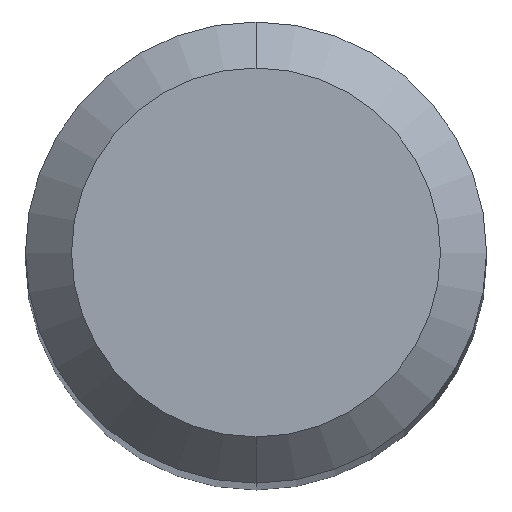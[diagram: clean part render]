
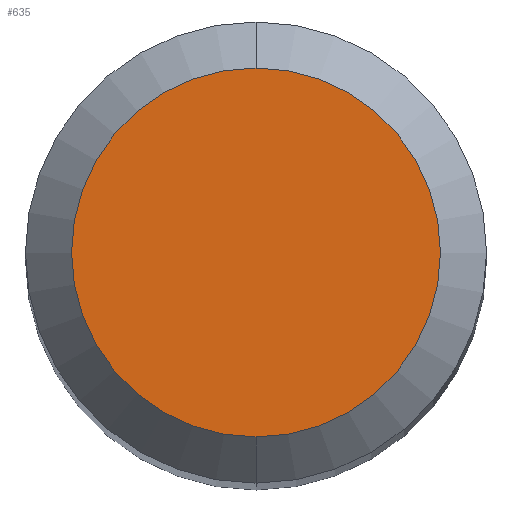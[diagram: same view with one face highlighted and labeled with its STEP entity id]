
A CAD part, top view. The second image highlights one B-rep face of the part: STEP entity #635.
In plain terms, the highlighted planar face has unit normal (0, 0, 1).
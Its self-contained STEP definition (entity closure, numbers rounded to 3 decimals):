
#411=EDGE_CURVE('',#463,#803,#1033,.T.);
#415=EDGE_CURVE('',#803,#463,#1037,.T.);
#463=VERTEX_POINT('',#1089);
#635=ADVANCED_FACE('',(#1276),#1277,.T.);
#803=VERTEX_POINT('',#1464);
#1033=CIRCLE('',#1862,1.2);
#1037=CIRCLE('',#1867,1.2);
#1089=CARTESIAN_POINT('',(0.0,1.2,0.0));
#1276=FACE_OUTER_BOUND('',#2827,.T.);
#1277=PLANE('',#2828);
#1464=CARTESIAN_POINT('',(0.,-1.2,0.0));
#1862=AXIS2_PLACEMENT_3D('',#4895,#4896,#4897);
#1867=AXIS2_PLACEMENT_3D('',#4898,#4899,#4900);
#2827=EDGE_LOOP('',(#5128,#5129));
#2828=AXIS2_PLACEMENT_3D('',#5130,#5131,#5132);
#4895=CARTESIAN_POINT('',(0.0,0.0,0.0));
#4896=DIRECTION('',(0.0,0.0,-1.0));
#4897=DIRECTION('',(0.0,1.0,0.0));
#4898=CARTESIAN_POINT('',(0.0,0.0,0.0));
#4899=DIRECTION('',(0.0,0.0,-1.0));
#4900=DIRECTION('',(0.0,1.0,0.0));
#5128=ORIENTED_EDGE('',*,*,#411,.F.);
#5129=ORIENTED_EDGE('',*,*,#415,.F.);
#5130=CARTESIAN_POINT('',(0.0,0.6,0.0));
#5131=DIRECTION('',(-0.0,0.0,1.0));
#5132=DIRECTION('',(0.0,-1.0,0.0));
